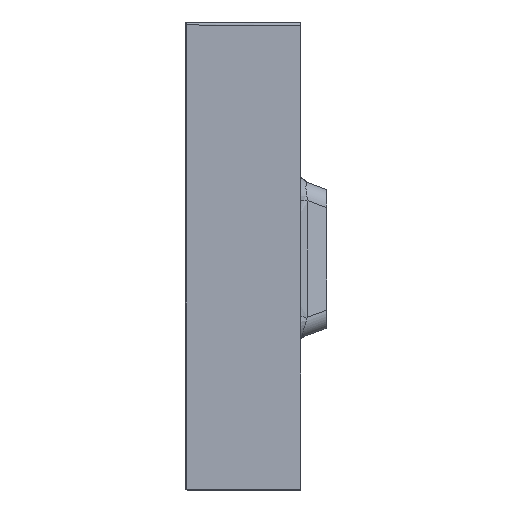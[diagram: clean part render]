
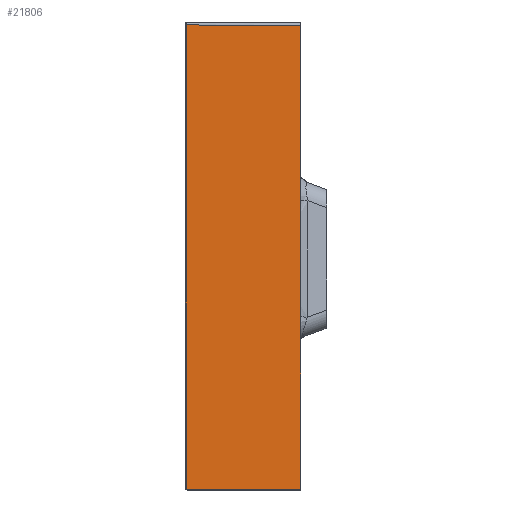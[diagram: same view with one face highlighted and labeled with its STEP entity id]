
A CAD part, left-side view. The second image highlights one B-rep face of the part: STEP entity #21806.
In plain terms, the highlighted planar face has unit normal (-1, -0.009, 0).
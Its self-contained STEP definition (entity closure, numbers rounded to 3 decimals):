
#1190 = CARTESIAN_POINT ( 'NONE',  ( -601.03, 99.991, -239. ) ) ;
#1201 = CARTESIAN_POINT ( 'NONE',  ( -600., -18., 242. ) ) ;
#1810 = LINE ( 'NONE', #10961, #26895 ) ;
#2228 = DIRECTION ( 'NONE',  ( -0.009, 1., 0.009 ) ) ;
#3172 = DIRECTION ( 'NONE',  ( 0.009, -1., 0. ) ) ;
#3340 = EDGE_CURVE ( 'NONE', #4241, #28636, #6725, .T. ) ;
#4241 = VERTEX_POINT ( 'NONE', #1201 ) ;
#4902 = ORIENTED_EDGE ( 'NONE', *, *, #5928, .T. ) ;
#5424 = PLANE ( 'NONE',  #13228 ) ;
#5928 = EDGE_CURVE ( 'NONE', #8904, #4241, #1810, .T. ) ;
#6261 = DIRECTION ( 'NONE',  ( 0., 0., -1. ) ) ;
#6725 = LINE ( 'NONE', #22841, #22117 ) ;
#6784 = CARTESIAN_POINT ( 'NONE',  ( -601.03, 99.991, -239. ) ) ;
#7606 = CARTESIAN_POINT ( 'NONE',  ( -600., -18., -239. ) ) ;
#7690 = CARTESIAN_POINT ( 'NONE',  ( -601.038, 100.991, -238. ) ) ;
#8345 = EDGE_CURVE ( 'NONE', #25863, #8904, #28222, .T. ) ;
#8904 = VERTEX_POINT ( 'NONE', #11173 ) ;
#9036 = CARTESIAN_POINT ( 'NONE',  ( -601.038, 100.991, -238. ) ) ;
#10581 = CARTESIAN_POINT ( 'NONE',  ( -601.038, 100.991, 243.039 ) ) ;
#10818 =( BOUNDED_CURVE ( )  B_SPLINE_CURVE ( 3, ( #9036, #18219, #27396, #6784 ),
 .UNSPECIFIED., .F., .T. ) 
 B_SPLINE_CURVE_WITH_KNOTS ( ( 4, 4 ),
 ( 0., 1.571 ),
 .UNSPECIFIED. ) 
 CURVE ( )  GEOMETRIC_REPRESENTATION_ITEM ( )  RATIONAL_B_SPLINE_CURVE ( ( 1., 0.805, 0.805, 1. ) ) 
 REPRESENTATION_ITEM ( '' )  );
#10961 = CARTESIAN_POINT ( 'NONE',  ( -600., -18., -110. ) ) ;
#11173 = CARTESIAN_POINT ( 'NONE',  ( -600., -18., -239. ) ) ;
#11286 = EDGE_LOOP ( 'NONE', ( #27043, #27882, #4902, #28269, #27411 ) ) ;
#11399 = EDGE_CURVE ( 'NONE', #28636, #17135, #17699, .T. ) ;
#13228 = AXIS2_PLACEMENT_3D ( 'NONE', #14593, #23791, #3172 ) ;
#14593 = CARTESIAN_POINT ( 'NONE',  ( -600., -18., -110. ) ) ;
#16362 = VECTOR ( 'NONE', #6261, 1000. ) ;
#16781 = DIRECTION ( 'NONE',  ( 0.009, -1., 0. ) ) ;
#17135 = VERTEX_POINT ( 'NONE', #7690 ) ;
#17699 = LINE ( 'NONE', #26871, #16362 ) ;
#18219 = CARTESIAN_POINT ( 'NONE',  ( -601.038, 100.991, -238.586 ) ) ;
#20153 = DIRECTION ( 'NONE',  ( 0., 0., 1. ) ) ;
#21608 = EDGE_CURVE ( 'NONE', #17135, #25863, #10818, .T. ) ;
#21806 = ADVANCED_FACE ( 'NONE', ( #26038 ), #5424, .T. ) ;
#22117 = VECTOR ( 'NONE', #2228, 1000. ) ;
#22575 = VECTOR ( 'NONE', #16781, 1000. ) ;
#22841 = CARTESIAN_POINT ( 'NONE',  ( -599.973, -21.071, 241.973 ) ) ;
#23791 = DIRECTION ( 'NONE',  ( -1., -0.009, 0. ) ) ;
#25863 = VERTEX_POINT ( 'NONE', #1190 ) ;
#26038 = FACE_OUTER_BOUND ( 'NONE', #11286, .T. ) ;
#26871 = CARTESIAN_POINT ( 'NONE',  ( -601.038, 100.991, -110. ) ) ;
#26895 = VECTOR ( 'NONE', #20153, 1000. ) ;
#27043 = ORIENTED_EDGE ( 'NONE', *, *, #21608, .T. ) ;
#27396 = CARTESIAN_POINT ( 'NONE',  ( -601.035, 100.577, -239. ) ) ;
#27411 = ORIENTED_EDGE ( 'NONE', *, *, #11399, .T. ) ;
#27882 = ORIENTED_EDGE ( 'NONE', *, *, #8345, .T. ) ;
#28222 = LINE ( 'NONE', #7606, #22575 ) ;
#28269 = ORIENTED_EDGE ( 'NONE', *, *, #3340, .T. ) ;
#28636 = VERTEX_POINT ( 'NONE', #10581 ) ;
